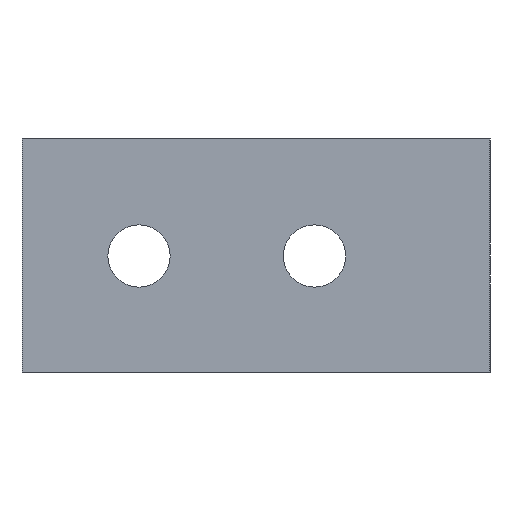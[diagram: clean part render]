
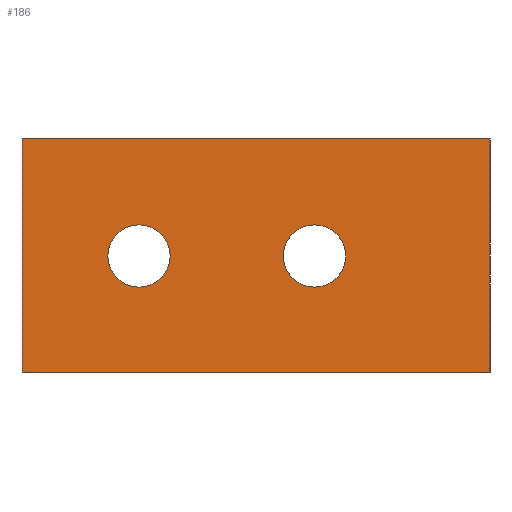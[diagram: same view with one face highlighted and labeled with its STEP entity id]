
A CAD part, left-side view. The second image highlights one B-rep face of the part: STEP entity #186.
In plain terms, the highlighted planar face has unit normal (-1, 0, 0).
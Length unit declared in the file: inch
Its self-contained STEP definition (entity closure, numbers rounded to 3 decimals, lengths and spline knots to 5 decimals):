
#8 = DIRECTION ( 'NONE',  ( 1., 0., 0. ) ) ;
#9 = CARTESIAN_POINT ( 'NONE',  ( 0., 0., 1. ) ) ;
#13 = DIRECTION ( 'NONE',  ( 0., -1., 0. ) ) ;
#15 = CARTESIAN_POINT ( 'NONE',  ( 0., 0., 1. ) ) ;
#16 = PLANE ( 'NONE',  #327 ) ;
#17 = DIRECTION ( 'NONE',  ( 0., 1., 0. ) ) ;
#30 = AXIS2_PLACEMENT_3D ( 'NONE', #101, #97, #96 ) ;
#79 = CARTESIAN_POINT ( 'NONE',  ( 0., 0., 1. ) ) ;
#83 = CARTESIAN_POINT ( 'NONE',  ( 0., 0., 0. ) ) ;
#84 = CARTESIAN_POINT ( 'NONE',  ( 0., -1.25, 0.633 ) ) ;
#87 = CARTESIAN_POINT ( 'NONE',  ( 0., -0.5, 0.367 ) ) ;
#91 = EDGE_CURVE ( 'NONE', #355, #354, #340, .T. ) ;
#92 = CARTESIAN_POINT ( 'NONE',  ( 0., -2., 0. ) ) ;
#95 = CARTESIAN_POINT ( 'NONE',  ( 0., -2., 1. ) ) ;
#96 = DIRECTION ( 'NONE',  ( 0., 1., 0. ) ) ;
#97 = DIRECTION ( 'NONE',  ( 1., 0., 0. ) ) ;
#101 = CARTESIAN_POINT ( 'NONE',  ( 0., -0.5, 0.5 ) ) ;
#104 = CARTESIAN_POINT ( 'NONE',  ( 0., -2., 1. ) ) ;
#106 = DIRECTION ( 'NONE',  ( 0., 0., -1. ) ) ;
#113 = AXIS2_PLACEMENT_3D ( 'NONE', #204, #201, #198 ) ;
#116 = DIRECTION ( 'NONE',  ( 0., 0., -1. ) ) ;
#129 = CARTESIAN_POINT ( 'NONE',  ( 0., 0., 1. ) ) ;
#139 = CIRCLE ( 'NONE', #568, 0.133 ) ;
#153 = VECTOR ( 'NONE', #286, 39.37008 ) ;
#155 = LINE ( 'NONE', #256, #153 ) ;
#160 = CIRCLE ( 'NONE', #571, 0.133 ) ;
#167 = VECTOR ( 'NONE', #106, 39.37008 ) ;
#179 = LINE ( 'NONE', #104, #167 ) ;
#186 = ADVANCED_FACE ( 'NONE', ( #324, #322, #325 ), #16, .F. ) ;
#198 = DIRECTION ( 'NONE',  ( 0., 1., 0. ) ) ;
#201 = DIRECTION ( 'NONE',  ( 1., 0., 0. ) ) ;
#204 = CARTESIAN_POINT ( 'NONE',  ( 0., -1.25, 0.5 ) ) ;
#208 = VECTOR ( 'NONE', #116, 39.37008 ) ;
#217 = CIRCLE ( 'NONE', #30, 0.133 ) ;
#220 = LINE ( 'NONE', #129, #208 ) ;
#228 = CARTESIAN_POINT ( 'NONE',  ( 0., -1.25, 0.367 ) ) ;
#231 = CARTESIAN_POINT ( 'NONE',  ( 0., -0.5, 0.633 ) ) ;
#251 = DIRECTION ( 'NONE',  ( 1., 0., 0. ) ) ;
#256 = CARTESIAN_POINT ( 'NONE',  ( 0., 0., 0. ) ) ;
#262 = CARTESIAN_POINT ( 'NONE',  ( 0., -0.5, 0.5 ) ) ;
#267 = CIRCLE ( 'NONE', #113, 0.133 ) ;
#286 = DIRECTION ( 'NONE',  ( 0., -1., 0. ) ) ;
#296 = DIRECTION ( 'NONE',  ( 0., 1., 0. ) ) ;
#314 = CARTESIAN_POINT ( 'NONE',  ( 0., -1.25, 0.5 ) ) ;
#322 = FACE_BOUND ( 'NONE', #378, .T. ) ;
#324 = FACE_BOUND ( 'NONE', #392, .T. ) ;
#325 = FACE_OUTER_BOUND ( 'NONE', #572, .T. ) ;
#327 = AXIS2_PLACEMENT_3D ( 'NONE', #15, #8, #17 ) ;
#339 = VECTOR ( 'NONE', #13, 39.37008 ) ;
#340 = LINE ( 'NONE', #9, #339 ) ;
#344 = VERTEX_POINT ( 'NONE', #87 ) ;
#345 = VERTEX_POINT ( 'NONE', #83 ) ;
#348 = VERTEX_POINT ( 'NONE', #84 ) ;
#354 = VERTEX_POINT ( 'NONE', #95 ) ;
#355 = VERTEX_POINT ( 'NONE', #79 ) ;
#364 = VERTEX_POINT ( 'NONE', #92 ) ;
#374 = VERTEX_POINT ( 'NONE', #231 ) ;
#375 = VERTEX_POINT ( 'NONE', #228 ) ;
#378 = EDGE_LOOP ( 'NONE', ( #450, #451 ) ) ;
#390 = EDGE_CURVE ( 'NONE', #348, #375, #267, .T. ) ;
#392 = EDGE_LOOP ( 'NONE', ( #448, #447 ) ) ;
#447 = ORIENTED_EDGE ( 'NONE', *, *, #553, .T. ) ;
#448 = ORIENTED_EDGE ( 'NONE', *, *, #536, .T. ) ;
#450 = ORIENTED_EDGE ( 'NONE', *, *, #561, .T. ) ;
#451 = ORIENTED_EDGE ( 'NONE', *, *, #390, .T. ) ;
#453 = ORIENTED_EDGE ( 'NONE', *, *, #538, .F. ) ;
#454 = ORIENTED_EDGE ( 'NONE', *, *, #548, .T. ) ;
#455 = ORIENTED_EDGE ( 'NONE', *, *, #486, .T. ) ;
#456 = ORIENTED_EDGE ( 'NONE', *, *, #91, .F. ) ;
#460 = DIRECTION ( 'NONE',  ( 1., 0., 0. ) ) ;
#486 = EDGE_CURVE ( 'NONE', #355, #345, #220, .T. ) ;
#487 = DIRECTION ( 'NONE',  ( 0., 1., 0. ) ) ;
#536 = EDGE_CURVE ( 'NONE', #344, #374, #217, .T. ) ;
#538 = EDGE_CURVE ( 'NONE', #354, #364, #179, .T. ) ;
#548 = EDGE_CURVE ( 'NONE', #345, #364, #155, .T. ) ;
#553 = EDGE_CURVE ( 'NONE', #374, #344, #160, .T. ) ;
#561 = EDGE_CURVE ( 'NONE', #375, #348, #139, .T. ) ;
#568 = AXIS2_PLACEMENT_3D ( 'NONE', #314, #460, #487 ) ;
#571 = AXIS2_PLACEMENT_3D ( 'NONE', #262, #251, #296 ) ;
#572 = EDGE_LOOP ( 'NONE', ( #454, #453, #456, #455 ) ) ;
